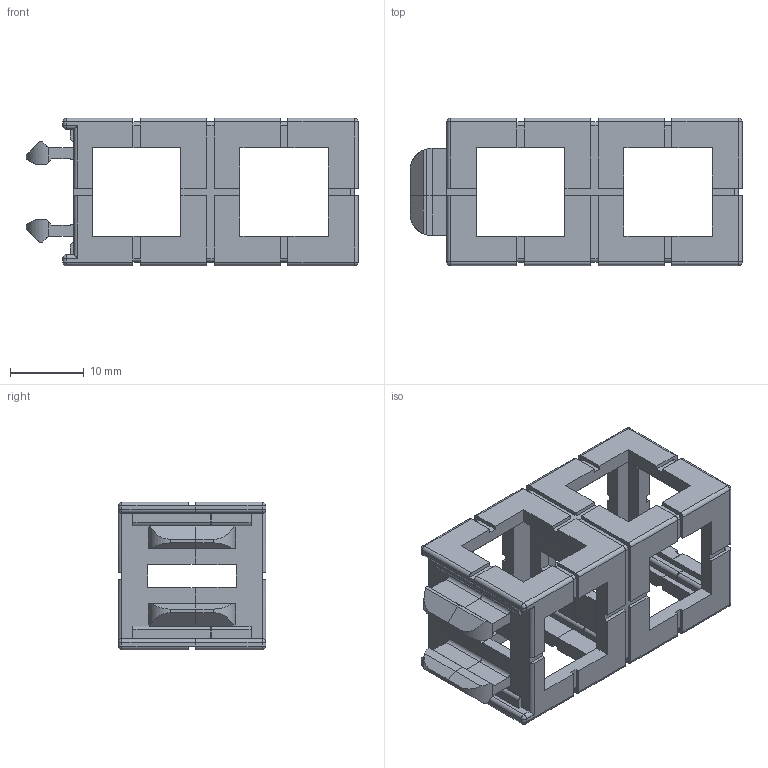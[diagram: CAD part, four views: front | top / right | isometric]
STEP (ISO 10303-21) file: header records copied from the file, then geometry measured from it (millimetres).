
FILE_DESCRIPTION (( 'STEP AP203' ), '1' );
FILE_NAME ('20-00109a.STEP', '2014-04-13T23:15:11', ( 'Nicholas Morozovsky' ), ( '' ), 'SwSTEP 2.0', 'SolidWorks 2012', '' );
FILE_SCHEMA (( 'CONFIG_CONTROL_DESIGN' ));
Length unit declared in the file: millimetre
Products named in the file (1): 20-00109a
Bounding box: 45 x 20 x 20 mm (x, y, z)
Volume: 4464.5 mm3; surface area: 6155.9 mm2
Topology: 2 solids, 2 shells, 525 faces, 1464 edges, 903 vertices
Faces by surface type: plane 363, cylinder 126, bspline 24, sphere 12
Entity records: 16515 total; most frequent: CARTESIAN_POINT 3181, ORIENTED_EDGE 2856, DIRECTION 2662, EDGE_CURVE 1428, LINE 1158, VECTOR 1158, VERTEX_POINT 903, AXIS2_PLACEMENT_3D 752
